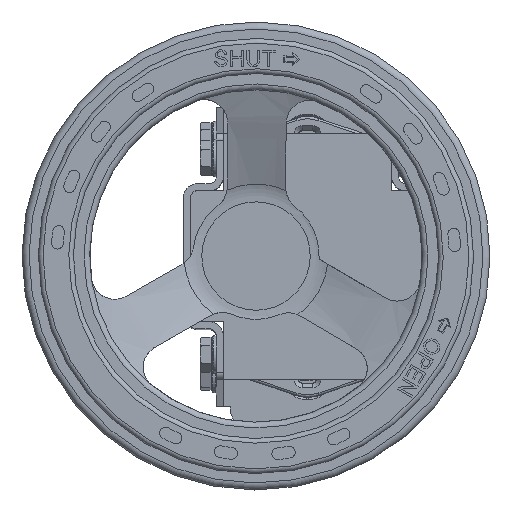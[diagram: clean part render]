
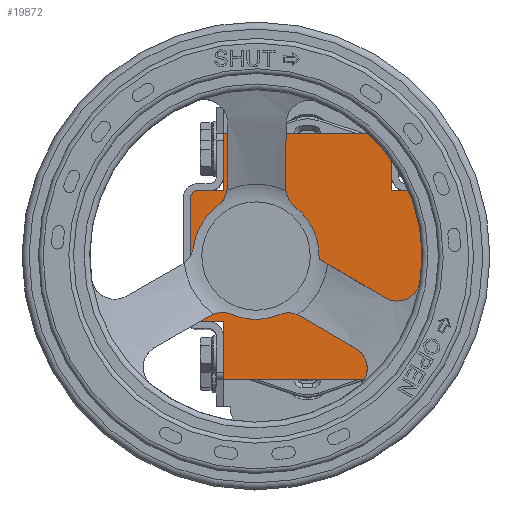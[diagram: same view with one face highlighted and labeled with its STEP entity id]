
A CAD part, top view. The second image highlights one B-rep face of the part: STEP entity #19872.
In plain terms, the highlighted planar face has unit normal (0, 0, 1).
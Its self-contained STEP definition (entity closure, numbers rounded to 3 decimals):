
#1206=FACE_BOUND('',#3767,.T.);
#1589=PLANE('',#21630);
#2523=FACE_OUTER_BOUND('',#3766,.T.);
#3766=EDGE_LOOP('',(#16601,#16602,#16603,#16604,#16605,#16606,#16607,#16608,
#16609,#16610,#16611,#16612,#16613,#16614,#16615,#16616));
#3767=EDGE_LOOP('',(#16617));
#5239=LINE('',#35585,#6825);
#5242=LINE('',#35590,#6828);
#5244=LINE('',#35594,#6830);
#5246=LINE('',#35598,#6832);
#5248=LINE('',#35602,#6834);
#5250=LINE('',#35606,#6836);
#5252=LINE('',#35610,#6838);
#5254=LINE('',#35614,#6840);
#5256=LINE('',#35618,#6842);
#5258=LINE('',#35622,#6844);
#5260=LINE('',#35626,#6846);
#5262=LINE('',#35630,#6848);
#5264=LINE('',#35634,#6850);
#5266=LINE('',#35638,#6852);
#5268=LINE('',#35642,#6854);
#5270=LINE('',#35645,#6856);
#6825=VECTOR('',#25473,10.);
#6828=VECTOR('',#25478,10.);
#6830=VECTOR('',#25482,10.);
#6832=VECTOR('',#25486,10.);
#6834=VECTOR('',#25490,10.);
#6836=VECTOR('',#25494,10.);
#6838=VECTOR('',#25498,10.);
#6840=VECTOR('',#25502,10.);
#6842=VECTOR('',#25506,10.);
#6844=VECTOR('',#25510,10.);
#6846=VECTOR('',#25514,10.);
#6848=VECTOR('',#25518,10.);
#6850=VECTOR('',#25522,10.);
#6852=VECTOR('',#25526,10.);
#6854=VECTOR('',#25530,10.);
#6856=VECTOR('',#25534,10.);
#7918=CIRCLE('',#21606,8.);
#9360=VERTEX_POINT('',#35534);
#9381=VERTEX_POINT('',#35583);
#9382=VERTEX_POINT('',#35584);
#9383=VERTEX_POINT('',#35589);
#9384=VERTEX_POINT('',#35593);
#9385=VERTEX_POINT('',#35597);
#9386=VERTEX_POINT('',#35601);
#9387=VERTEX_POINT('',#35605);
#9388=VERTEX_POINT('',#35609);
#9389=VERTEX_POINT('',#35613);
#9390=VERTEX_POINT('',#35617);
#9391=VERTEX_POINT('',#35621);
#9392=VERTEX_POINT('',#35625);
#9393=VERTEX_POINT('',#35629);
#9394=VERTEX_POINT('',#35633);
#9395=VERTEX_POINT('',#35637);
#9396=VERTEX_POINT('',#35641);
#11865=EDGE_CURVE('',#9360,#9360,#7918,.T.);
#11889=EDGE_CURVE('',#9381,#9382,#5239,.T.);
#11892=EDGE_CURVE('',#9382,#9383,#5242,.T.);
#11894=EDGE_CURVE('',#9383,#9384,#5244,.T.);
#11896=EDGE_CURVE('',#9384,#9385,#5246,.T.);
#11898=EDGE_CURVE('',#9385,#9386,#5248,.T.);
#11900=EDGE_CURVE('',#9386,#9387,#5250,.T.);
#11902=EDGE_CURVE('',#9387,#9388,#5252,.T.);
#11904=EDGE_CURVE('',#9388,#9389,#5254,.T.);
#11906=EDGE_CURVE('',#9389,#9390,#5256,.T.);
#11908=EDGE_CURVE('',#9390,#9391,#5258,.T.);
#11910=EDGE_CURVE('',#9391,#9392,#5260,.T.);
#11912=EDGE_CURVE('',#9392,#9393,#5262,.T.);
#11914=EDGE_CURVE('',#9393,#9394,#5264,.T.);
#11916=EDGE_CURVE('',#9394,#9395,#5266,.T.);
#11918=EDGE_CURVE('',#9395,#9396,#5268,.T.);
#11920=EDGE_CURVE('',#9396,#9381,#5270,.T.);
#16601=ORIENTED_EDGE('',*,*,#11889,.F.);
#16602=ORIENTED_EDGE('',*,*,#11920,.F.);
#16603=ORIENTED_EDGE('',*,*,#11918,.F.);
#16604=ORIENTED_EDGE('',*,*,#11916,.F.);
#16605=ORIENTED_EDGE('',*,*,#11914,.F.);
#16606=ORIENTED_EDGE('',*,*,#11912,.F.);
#16607=ORIENTED_EDGE('',*,*,#11910,.F.);
#16608=ORIENTED_EDGE('',*,*,#11908,.F.);
#16609=ORIENTED_EDGE('',*,*,#11906,.F.);
#16610=ORIENTED_EDGE('',*,*,#11904,.F.);
#16611=ORIENTED_EDGE('',*,*,#11902,.F.);
#16612=ORIENTED_EDGE('',*,*,#11900,.F.);
#16613=ORIENTED_EDGE('',*,*,#11898,.F.);
#16614=ORIENTED_EDGE('',*,*,#11896,.F.);
#16615=ORIENTED_EDGE('',*,*,#11894,.F.);
#16616=ORIENTED_EDGE('',*,*,#11892,.F.);
#16617=ORIENTED_EDGE('',*,*,#11865,.T.);
#19872=ADVANCED_FACE('',(#2523,#1206),#1589,.T.);
#21606=AXIS2_PLACEMENT_3D('',#35535,#25436,#25437);
#21630=AXIS2_PLACEMENT_3D('',#35646,#25535,#25536);
#25436=DIRECTION('center_axis',(0.,0.,-1.));
#25437=DIRECTION('ref_axis',(-1.,0.,0.));
#25473=DIRECTION('',(-0.707,-0.707,0.));
#25478=DIRECTION('',(-1.,0.,0.));
#25482=DIRECTION('',(-0.707,0.707,0.));
#25486=DIRECTION('',(0.,1.,0.));
#25490=DIRECTION('',(-1.,0.,0.));
#25494=DIRECTION('',(0.,1.,0.));
#25498=DIRECTION('',(1.,0.,0.));
#25502=DIRECTION('',(0.,1.,0.));
#25506=DIRECTION('',(0.707,0.707,0.));
#25510=DIRECTION('',(1.,0.,0.));
#25514=DIRECTION('',(0.707,-0.707,0.));
#25518=DIRECTION('',(0.,-1.,0.));
#25522=DIRECTION('',(1.,0.,0.));
#25526=DIRECTION('',(0.,-1.,0.));
#25530=DIRECTION('',(-1.,0.,0.));
#25534=DIRECTION('',(0.,-1.,0.));
#25535=DIRECTION('center_axis',(0.,0.,1.));
#25536=DIRECTION('ref_axis',(1.,0.,0.));
#35534=CARTESIAN_POINT('',(8.,22.,10.));
#35535=CARTESIAN_POINT('Origin',(0.,22.,10.));
#35583=CARTESIAN_POINT('',(28.,-48.,10.));
#35584=CARTESIAN_POINT('',(26.,-50.,10.));
#35585=CARTESIAN_POINT('',(28.,-48.,10.));
#35589=CARTESIAN_POINT('',(-26.,-50.,10.));
#35590=CARTESIAN_POINT('',(26.,-50.,10.));
#35593=CARTESIAN_POINT('',(-28.,-48.,10.));
#35594=CARTESIAN_POINT('',(-26.,-50.,10.));
#35597=CARTESIAN_POINT('',(-28.,-36.,10.));
#35598=CARTESIAN_POINT('',(-28.,-48.,10.));
#35601=CARTESIAN_POINT('',(-52.5,-36.,10.));
#35602=CARTESIAN_POINT('',(-28.,-36.,10.));
#35605=CARTESIAN_POINT('',(-52.5,36.,10.));
#35606=CARTESIAN_POINT('',(-52.5,-36.,10.));
#35609=CARTESIAN_POINT('',(-28.,36.,10.));
#35610=CARTESIAN_POINT('',(-52.5,36.,10.));
#35613=CARTESIAN_POINT('',(-28.,48.,10.));
#35614=CARTESIAN_POINT('',(-28.,36.,10.));
#35617=CARTESIAN_POINT('',(-26.,50.,10.));
#35618=CARTESIAN_POINT('',(-28.,48.,10.));
#35621=CARTESIAN_POINT('',(26.,50.,10.));
#35622=CARTESIAN_POINT('',(-26.,50.,10.));
#35625=CARTESIAN_POINT('',(28.,48.,10.));
#35626=CARTESIAN_POINT('',(26.,50.,10.));
#35629=CARTESIAN_POINT('',(28.,36.,10.));
#35630=CARTESIAN_POINT('',(28.,48.,10.));
#35633=CARTESIAN_POINT('',(52.5,36.,10.));
#35634=CARTESIAN_POINT('',(28.,36.,10.));
#35637=CARTESIAN_POINT('',(52.5,-36.,10.));
#35638=CARTESIAN_POINT('',(52.5,36.,10.));
#35641=CARTESIAN_POINT('',(28.,-36.,10.));
#35642=CARTESIAN_POINT('',(52.5,-36.,10.));
#35645=CARTESIAN_POINT('',(28.,-36.,10.));
#35646=CARTESIAN_POINT('Origin',(0.,0.,
10.));
